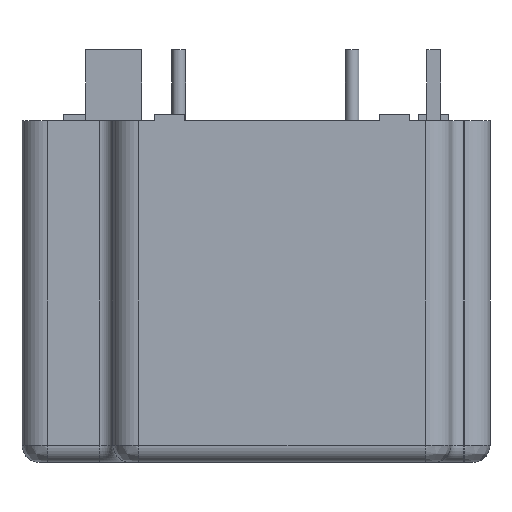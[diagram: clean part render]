
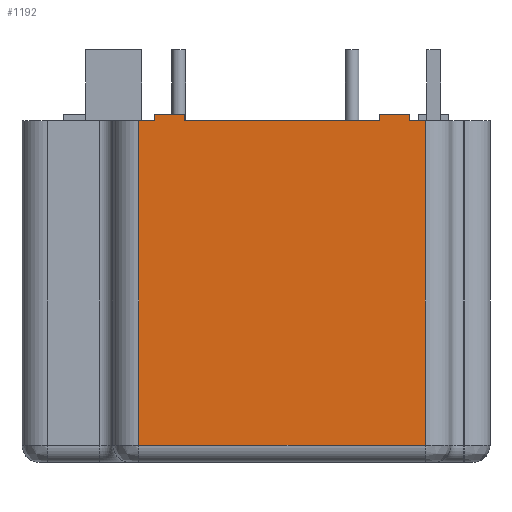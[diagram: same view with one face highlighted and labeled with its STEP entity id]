
A CAD part, front view. The second image highlights one B-rep face of the part: STEP entity #1192.
In plain terms, the highlighted planar face has unit normal (0, -1, 0).
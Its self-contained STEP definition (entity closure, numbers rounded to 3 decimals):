
#146=DIRECTION('',(1.,0.,0.));
#147=VECTOR('',#146,11.43);
#148=CARTESIAN_POINT('',(-4.65,-16.255,0.));
#149=LINE('',#148,#147);
#162=DIRECTION('',(1.,0.,0.));
#163=VECTOR('',#162,0.913);
#164=CARTESIAN_POINT('',(-7.341,-16.255,0.));
#165=LINE('',#164,#163);
#266=DIRECTION('',(1.,0.,0.));
#267=VECTOR('',#266,0.913);
#268=CARTESIAN_POINT('',(8.558,-16.255,0.));
#269=LINE('',#268,#267);
#322=DIRECTION('',(0.,0.,1.));
#323=VECTOR('',#322,0.359);
#324=CARTESIAN_POINT('',(8.558,-16.255,0.));
#325=LINE('',#324,#323);
#326=DIRECTION('',(-1.,0.,0.));
#327=VECTOR('',#326,16.812);
#328=CARTESIAN_POINT('',(9.471,-16.255,-19.041));
#329=LINE('',#328,#327);
#330=DIRECTION('',(0.,0.,-1.));
#331=VECTOR('',#330,19.041);
#332=CARTESIAN_POINT('',(-7.341,-16.255,0.));
#333=LINE('',#332,#331);
#334=DIRECTION('',(0.,0.,1.));
#335=VECTOR('',#334,0.359);
#336=CARTESIAN_POINT('',(-6.428,-16.255,0.));
#337=LINE('',#336,#335);
#338=DIRECTION('',(0.,0.,1.));
#339=VECTOR('',#338,0.359);
#340=CARTESIAN_POINT('',(6.78,-16.255,0.));
#341=LINE('',#340,#339);
#449=DIRECTION('',(0.,0.,-1.));
#450=VECTOR('',#449,19.041);
#451=CARTESIAN_POINT('',(9.471,-16.255,0.));
#452=LINE('',#451,#450);
#646=DIRECTION('',(1.,0.,0.));
#647=VECTOR('',#646,1.778);
#648=CARTESIAN_POINT('',(6.78,-16.255,0.359));
#649=LINE('',#648,#647);
#658=DIRECTION('',(1.,0.,0.));
#659=VECTOR('',#658,1.778);
#660=CARTESIAN_POINT('',(-6.428,-16.255,0.359));
#661=LINE('',#660,#659);
#722=DIRECTION('',(0.,0.,1.));
#723=VECTOR('',#722,0.359);
#724=CARTESIAN_POINT('',(-4.65,-16.255,0.));
#725=LINE('',#724,#723);
#852=CARTESIAN_POINT('',(-7.341,-16.255,0.));
#853=VERTEX_POINT('',#852);
#854=CARTESIAN_POINT('',(9.471,-16.255,0.));
#856=VERTEX_POINT('',#854);
#918=CARTESIAN_POINT('',(8.558,-16.255,0.359));
#920=VERTEX_POINT('',#918);
#924=CARTESIAN_POINT('',(6.78,-16.255,0.359));
#925=VERTEX_POINT('',#924);
#926=CARTESIAN_POINT('',(-6.428,-16.255,0.359));
#927=CARTESIAN_POINT('',(-4.65,-16.255,0.359));
#928=VERTEX_POINT('',#926);
#929=VERTEX_POINT('',#927);
#950=CARTESIAN_POINT('',(8.558,-16.255,0.));
#952=VERTEX_POINT('',#950);
#956=CARTESIAN_POINT('',(6.78,-16.255,0.));
#957=VERTEX_POINT('',#956);
#958=CARTESIAN_POINT('',(-4.65,-16.255,0.));
#960=VERTEX_POINT('',#958);
#964=CARTESIAN_POINT('',(-6.428,-16.255,0.));
#965=VERTEX_POINT('',#964);
#1004=CARTESIAN_POINT('',(9.471,-16.255,-19.041));
#1005=VERTEX_POINT('',#1004);
#1008=CARTESIAN_POINT('',(-7.341,-16.255,-19.041));
#1009=VERTEX_POINT('',#1008);
#1165=CARTESIAN_POINT('',(-7.341,-16.255,0.));
#1166=DIRECTION('',(0.,-1.,0.));
#1167=DIRECTION('',(1.,0.,0.));
#1168=AXIS2_PLACEMENT_3D('',#1165,#1166,#1167);
#1169=PLANE('',#1168);
#1171=ORIENTED_EDGE('',*,*,#1170,.T.);
#1173=ORIENTED_EDGE('',*,*,#1172,.F.);
#1174=ORIENTED_EDGE('',*,*,#1065,.T.);
#1176=ORIENTED_EDGE('',*,*,#1175,.T.);
#1178=ORIENTED_EDGE('',*,*,#1177,.T.);
#1180=ORIENTED_EDGE('',*,*,#1179,.F.);
#1181=ORIENTED_EDGE('',*,*,#1057,.T.);
#1183=ORIENTED_EDGE('',*,*,#1182,.T.);
#1185=ORIENTED_EDGE('',*,*,#1184,.T.);
#1186=ORIENTED_EDGE('',*,*,#1156,.F.);
#1187=ORIENTED_EDGE('',*,*,#1113,.T.);
#1189=ORIENTED_EDGE('',*,*,#1188,.T.);
#1190=EDGE_LOOP('',(#1171,#1173,#1174,#1176,#1178,#1180,#1181,#1183,#1185,#1186,
#1187,#1189));
#1191=FACE_OUTER_BOUND('',#1190,.F.);
#1057=EDGE_CURVE('',#960,#957,#149,.T.);
#1065=EDGE_CURVE('',#853,#965,#165,.T.);
#1113=EDGE_CURVE('',#952,#856,#269,.T.);
#1156=EDGE_CURVE('',#952,#920,#325,.T.);
#1170=EDGE_CURVE('',#1005,#1009,#329,.T.);
#1172=EDGE_CURVE('',#853,#1009,#333,.T.);
#1175=EDGE_CURVE('',#965,#928,#337,.T.);
#1177=EDGE_CURVE('',#928,#929,#661,.T.);
#1179=EDGE_CURVE('',#960,#929,#725,.T.);
#1182=EDGE_CURVE('',#957,#925,#341,.T.);
#1184=EDGE_CURVE('',#925,#920,#649,.T.);
#1188=EDGE_CURVE('',#856,#1005,#452,.T.);
#1192=ADVANCED_FACE('',(#1191),#1169,.T.);
